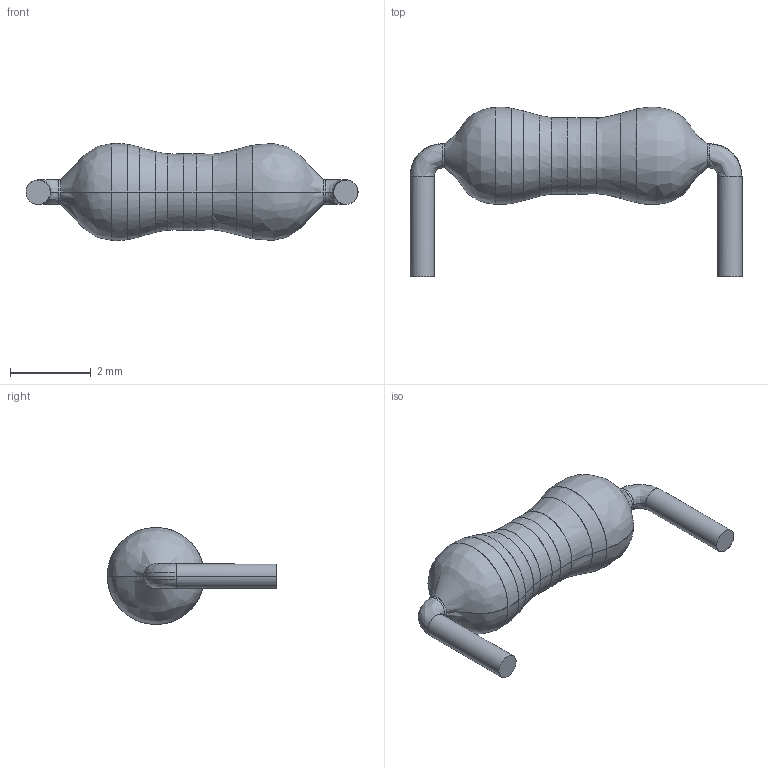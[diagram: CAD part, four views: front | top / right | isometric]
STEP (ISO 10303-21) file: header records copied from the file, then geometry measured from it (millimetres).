
FILE_DESCRIPTION(/* description */ (''),/* implementation_level */ '2;1');
FILE_NAME(/* name */ 'THD_AX~1',/* time_stamp */ '2017-04-04T12:26:34+03:00',/* author */ (''),/* organization */ (''),/* preprocessor_version */ 'ST-DEVELOPER v15',/* originating_system */ '',/* authorisation */ '');
FILE_SCHEMA (('AUTOMOTIVE_DESIGN'));
Length unit declared in the file: millimetre
Products named in the file (1): Document
Bounding box: 8.22 x 4.2 x 2.41 mm (x, y, z)
Surface area: 56.7 mm2 (no closed solid volume)
Topology: 0 solids, 36 shells, 40 faces, 168 edges, 164 vertices
Faces by surface type: bspline 38, plane 2
Entity records: 3109 total; most frequent: CARTESIAN_POINT 2044, ORIENTED_EDGE 172, EDGE_CURVE 168, VERTEX_POINT 164, ADVANCED_FACE 40, FACE_OUTER_BOUND 40, EDGE_LOOP 40, COLOUR_RGB 36
